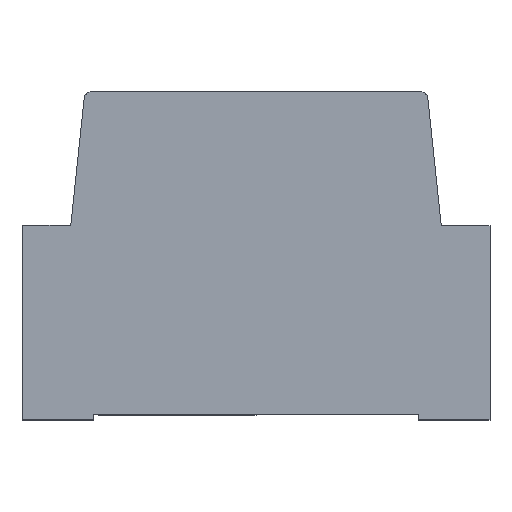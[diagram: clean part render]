
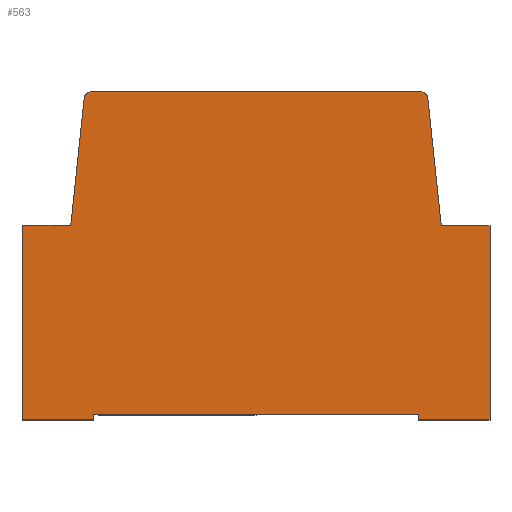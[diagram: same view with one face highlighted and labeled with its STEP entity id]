
A CAD part, top view. The second image highlights one B-rep face of the part: STEP entity #563.
In plain terms, the highlighted planar face has unit normal (0, 0, 1).
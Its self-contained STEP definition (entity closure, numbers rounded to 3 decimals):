
#56 = CARTESIAN_POINT ( 'NONE',  ( -0.577, 1.13, 0.55 ) ) ;
#60 = DIRECTION ( 'NONE',  ( 1., 0., 0. ) ) ;
#70 = DIRECTION ( 'NONE',  ( -1., 0., 0. ) ) ;
#72 = DIRECTION ( 'NONE',  ( 0., 0., 1. ) ) ;
#75 = CARTESIAN_POINT ( 'NONE',  ( -0.577, 1.105, 0.55 ) ) ;
#84 = CARTESIAN_POINT ( 'NONE',  ( 0.82, 0.66, 0.55 ) ) ;
#90 = DIRECTION ( 'NONE',  ( -1., 0., 0. ) ) ;
#91 = DIRECTION ( 'NONE',  ( 0., 0., -1. ) ) ;
#93 = PLANE ( 'NONE',  #518 ) ;
#95 = DIRECTION ( 'NONE',  ( 0., 1., 0. ) ) ;
#105 = CARTESIAN_POINT ( 'NONE',  ( -0.82, 0., 0.55 ) ) ;
#108 = CARTESIAN_POINT ( 'NONE',  ( 0.62, 0.66, 0.55 ) ) ;
#122 = DIRECTION ( 'NONE',  ( -0.105, -0.995, 0. ) ) ;
#138 = DIRECTION ( 'NONE',  ( -1., 0., 0. ) ) ;
#142 = CARTESIAN_POINT ( 'NONE',  ( 0.577, 1.105, 0.55 ) ) ;
#150 = DIRECTION ( 'NONE',  ( 0., 0., 1. ) ) ;
#169 = DIRECTION ( 'NONE',  ( -1., 0., 0. ) ) ;
#178 = CARTESIAN_POINT ( 'NONE',  ( 0.602, 1.108, 0.55 ) ) ;
#188 = DIRECTION ( 'NONE',  ( 1., 0., 0. ) ) ;
#190 = CARTESIAN_POINT ( 'NONE',  ( 0.57, -0.02, 0.55 ) ) ;
#199 = DIRECTION ( 'NONE',  ( 0., -1., 0. ) ) ;
#200 = CARTESIAN_POINT ( 'NONE',  ( 0.72, 0.662, 0.55 ) ) ;
#203 = DIRECTION ( 'NONE',  ( 1., 0., 0. ) ) ;
#209 = CARTESIAN_POINT ( 'NONE',  ( 0.62, 0.662, 0.55 ) ) ;
#217 = CARTESIAN_POINT ( 'NONE',  ( 0.57, 0., 0.55 ) ) ;
#218 = CARTESIAN_POINT ( 'NONE',  ( -0.652, 0.64, 0.55 ) ) ;
#221 = DIRECTION ( 'NONE',  ( -1., 0., 0. ) ) ;
#230 = CARTESIAN_POINT ( 'NONE',  ( 0.57, 0., 0.55 ) ) ;
#232 = DIRECTION ( 'NONE',  ( 0., -1., 0. ) ) ;
#233 = DIRECTION ( 'NONE',  ( 0., -1., 0. ) ) ;
#236 = CARTESIAN_POINT ( 'NONE',  ( -0.74, 0.662, 0.55 ) ) ;
#240 = DIRECTION ( 'NONE',  ( -0.105, 0.995, 0. ) ) ;
#242 = DIRECTION ( 'NONE',  ( 1., 0., 0. ) ) ;
#243 = CARTESIAN_POINT ( 'NONE',  ( -0.74, 0.662, 0.55 ) ) ;
#245 = CARTESIAN_POINT ( 'NONE',  ( -0.8, 0., 0.55 ) ) ;
#251 = VERTEX_POINT ( 'NONE', #386 ) ;
#253 = EDGE_CURVE ( 'NONE', #592, #584, #695, .T. ) ;
#257 = EDGE_LOOP ( 'NONE', ( #672, #673, #674, #675, #676, #677, #678, #679, #680, #681, #682, #683, #684, #685, #686, #687, #688, #689 ) ) ;
#298 = CARTESIAN_POINT ( 'NONE',  ( -0.82, -0.02, 0.55 ) ) ;
#300 = CARTESIAN_POINT ( 'NONE',  ( 0.72, 0.662, 0.55 ) ) ;
#301 = CARTESIAN_POINT ( 'NONE',  ( -0.82, 0.66, 0.55 ) ) ;
#303 = CARTESIAN_POINT ( 'NONE',  ( 0.649, 0.662, 0.55 ) ) ;
#309 = CARTESIAN_POINT ( 'NONE',  ( -0.74, 0.66, 0.55 ) ) ;
#310 = CARTESIAN_POINT ( 'NONE',  ( -0.74, 0.662, 0.55 ) ) ;
#312 = CARTESIAN_POINT ( 'NONE',  ( 0.57, -0.02, 0.55 ) ) ;
#315 = CARTESIAN_POINT ( 'NONE',  ( 0.82, 0.66, 0.55 ) ) ;
#316 = CARTESIAN_POINT ( 'NONE',  ( 0.602, 1.108, 0.55 ) ) ;
#319 = CARTESIAN_POINT ( 'NONE',  ( 0.577, 1.13, 0.55 ) ) ;
#320 = CARTESIAN_POINT ( 'NONE',  ( -0.649, 0.662, 0.55 ) ) ;
#321 = CARTESIAN_POINT ( 'NONE',  ( 0.82, -0.02, 0.55 ) ) ;
#380 = CARTESIAN_POINT ( 'NONE',  ( -0.82, -0.02, 0.55 ) ) ;
#382 = CARTESIAN_POINT ( 'NONE',  ( -0.82, 0.66, 0.55 ) ) ;
#384 = DIRECTION ( 'NONE',  ( 0., -1., 0. ) ) ;
#385 = CARTESIAN_POINT ( 'NONE',  ( -0.82, 0.66, 0.55 ) ) ;
#386 = CARTESIAN_POINT ( 'NONE',  ( -0.57, 0., 0.55 ) ) ;
#389 = CARTESIAN_POINT ( 'NONE',  ( -0.57, -0.02, 0.55 ) ) ;
#390 = DIRECTION ( 'NONE',  ( 1., 0., 0. ) ) ;
#395 = DIRECTION ( 'NONE',  ( 0., 1., 0. ) ) ;
#402 = DIRECTION ( 'NONE',  ( -1., 0., 0. ) ) ;
#404 = CARTESIAN_POINT ( 'NONE',  ( -0.57, -0.02, 0.55 ) ) ;
#408 = CARTESIAN_POINT ( 'NONE',  ( 0.72, 0.66, 0.55 ) ) ;
#411 = CARTESIAN_POINT ( 'NONE',  ( -0.577, 1.13, 0.55 ) ) ;
#415 = VERTEX_POINT ( 'NONE', #404 ) ;
#419 = VERTEX_POINT ( 'NONE', #408 ) ;
#423 = VERTEX_POINT ( 'NONE', #411 ) ;
#429 = EDGE_CURVE ( 'NONE', #584, #579, #698, .T. ) ;
#432 = EDGE_CURVE ( 'NONE', #415, #251, #706, .T. ) ;
#435 = EDGE_CURVE ( 'NONE', #579, #415, #710, .T. ) ;
#437 = EDGE_CURVE ( 'NONE', #604, #598, #716, .T. ) ;
#442 = EDGE_CURVE ( 'NONE', #423, #578, #724, .T. ) ;
#446 = EDGE_CURVE ( 'NONE', #602, #423, #729, .T. ) ;
#447 = EDGE_CURVE ( 'NONE', #251, #468, #734, .T. ) ;
#451 = EDGE_CURVE ( 'NONE', #599, #602, #741, .T. ) ;
#455 = EDGE_CURVE ( 'NONE', #578, #603, #746, .T. ) ;
#456 = EDGE_CURVE ( 'NONE', #586, #599, #750, .T. ) ;
#458 = EDGE_CURVE ( 'NONE', #598, #419, #748, .T. ) ;
#468 = VERTEX_POINT ( 'NONE', #217 ) ;
#475 = EDGE_CURVE ( 'NONE', #586, #583, #764, .T. ) ;
#477 = EDGE_CURVE ( 'NONE', #583, #419, #772, .T. ) ;
#481 = EDGE_CURVE ( 'NONE', #593, #603, #780, .T. ) ;
#484 = EDGE_CURVE ( 'NONE', #593, #592, #786, .T. ) ;
#489 = EDGE_CURVE ( 'NONE', #468, #595, #796, .T. ) ;
#494 = EDGE_CURVE ( 'NONE', #595, #604, #806, .T. ) ;
#500 = AXIS2_PLACEMENT_3D ( 'NONE', #75, #72, #70 ) ;
#503 = AXIS2_PLACEMENT_3D ( 'NONE', #142, #150, #169 ) ;
#518 = AXIS2_PLACEMENT_3D ( 'NONE', #105, #91, #90 ) ;
#563 = ADVANCED_FACE ( 'NONE', ( #833 ), #93, .F. ) ;
#575 = CARTESIAN_POINT ( 'NONE',  ( -0.602, 1.108, 0.55 ) ) ;
#578 = VERTEX_POINT ( 'NONE', #575 ) ;
#579 = VERTEX_POINT ( 'NONE', #298 ) ;
#583 = VERTEX_POINT ( 'NONE', #300 ) ;
#584 = VERTEX_POINT ( 'NONE', #301 ) ;
#586 = VERTEX_POINT ( 'NONE', #303 ) ;
#592 = VERTEX_POINT ( 'NONE', #309 ) ;
#593 = VERTEX_POINT ( 'NONE', #310 ) ;
#595 = VERTEX_POINT ( 'NONE', #312 ) ;
#598 = VERTEX_POINT ( 'NONE', #315 ) ;
#599 = VERTEX_POINT ( 'NONE', #316 ) ;
#602 = VERTEX_POINT ( 'NONE', #319 ) ;
#603 = VERTEX_POINT ( 'NONE', #320 ) ;
#604 = VERTEX_POINT ( 'NONE', #321 ) ;
#672 = ORIENTED_EDGE ( 'NONE', *, *, #432, .T. ) ;
#673 = ORIENTED_EDGE ( 'NONE', *, *, #447, .T. ) ;
#674 = ORIENTED_EDGE ( 'NONE', *, *, #489, .T. ) ;
#675 = ORIENTED_EDGE ( 'NONE', *, *, #494, .T. ) ;
#676 = ORIENTED_EDGE ( 'NONE', *, *, #437, .T. ) ;
#677 = ORIENTED_EDGE ( 'NONE', *, *, #458, .T. ) ;
#678 = ORIENTED_EDGE ( 'NONE', *, *, #477, .F. ) ;
#679 = ORIENTED_EDGE ( 'NONE', *, *, #475, .F. ) ;
#680 = ORIENTED_EDGE ( 'NONE', *, *, #456, .T. ) ;
#681 = ORIENTED_EDGE ( 'NONE', *, *, #451, .T. ) ;
#682 = ORIENTED_EDGE ( 'NONE', *, *, #446, .T. ) ;
#683 = ORIENTED_EDGE ( 'NONE', *, *, #442, .T. ) ;
#684 = ORIENTED_EDGE ( 'NONE', *, *, #455, .T. ) ;
#685 = ORIENTED_EDGE ( 'NONE', *, *, #481, .F. ) ;
#686 = ORIENTED_EDGE ( 'NONE', *, *, #484, .T. ) ;
#687 = ORIENTED_EDGE ( 'NONE', *, *, #253, .T. ) ;
#688 = ORIENTED_EDGE ( 'NONE', *, *, #429, .T. ) ;
#689 = ORIENTED_EDGE ( 'NONE', *, *, #435, .T. ) ;
#694 = VECTOR ( 'NONE', #402, 1000. ) ;
#695 = LINE ( 'NONE', #382, #694 ) ;
#698 = LINE ( 'NONE', #385, #703 ) ;
#703 = VECTOR ( 'NONE', #384, 1000. ) ;
#706 = LINE ( 'NONE', #389, #709 ) ;
#709 = VECTOR ( 'NONE', #395, 1000. ) ;
#710 = LINE ( 'NONE', #380, #715 ) ;
#715 = VECTOR ( 'NONE', #390, 1000. ) ;
#716 = LINE ( 'NONE', #84, #719 ) ;
#719 = VECTOR ( 'NONE', #95, 1000. ) ;
#724 = CIRCLE ( 'NONE', #500, 0.025 ) ;
#729 = LINE ( 'NONE', #56, #735 ) ;
#734 = LINE ( 'NONE', #245, #737 ) ;
#735 = VECTOR ( 'NONE', #138, 1000. ) ;
#737 = VECTOR ( 'NONE', #60, 1000. ) ;
#741 = CIRCLE ( 'NONE', #503, 0.025 ) ;
#746 = LINE ( 'NONE', #218, #751 ) ;
#748 = LINE ( 'NONE', #108, #757 ) ;
#750 = LINE ( 'NONE', #178, #753 ) ;
#751 = VECTOR ( 'NONE', #122, 1000. ) ;
#753 = VECTOR ( 'NONE', #240, 1000. ) ;
#757 = VECTOR ( 'NONE', #221, 1000. ) ;
#764 = LINE ( 'NONE', #209, #771 ) ;
#771 = VECTOR ( 'NONE', #203, 1000. ) ;
#772 = LINE ( 'NONE', #200, #775 ) ;
#775 = VECTOR ( 'NONE', #199, 1000. ) ;
#780 = LINE ( 'NONE', #243, #783 ) ;
#783 = VECTOR ( 'NONE', #242, 1000. ) ;
#786 = LINE ( 'NONE', #236, #789 ) ;
#789 = VECTOR ( 'NONE', #233, 1000. ) ;
#796 = LINE ( 'NONE', #230, #799 ) ;
#799 = VECTOR ( 'NONE', #232, 1000. ) ;
#806 = LINE ( 'NONE', #190, #809 ) ;
#809 = VECTOR ( 'NONE', #188, 1000. ) ;
#833 = FACE_OUTER_BOUND ( 'NONE', #257, .T. ) ;
